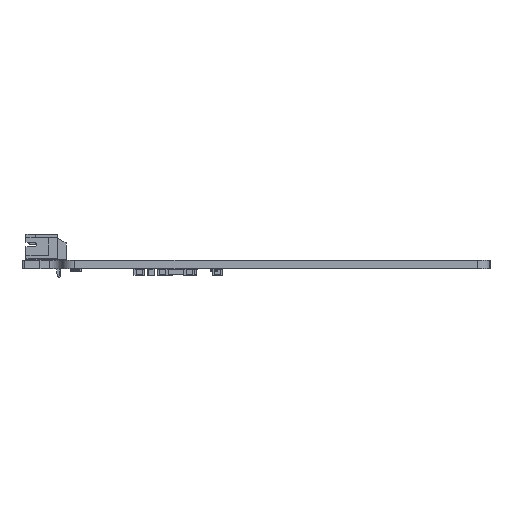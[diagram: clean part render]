
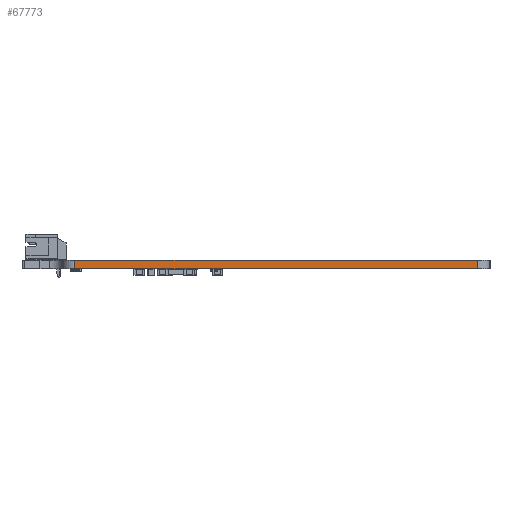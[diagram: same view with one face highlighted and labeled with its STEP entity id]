
A CAD part, left-side view. The second image highlights one B-rep face of the part: STEP entity #67773.
In plain terms, the highlighted planar face has unit normal (-1, 0, 0).
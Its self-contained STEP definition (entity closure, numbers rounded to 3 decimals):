
#40114 = PLANE('',#40115);
#40115 = AXIS2_PLACEMENT_3D('',#40116,#40117,#40118);
#40116 = CARTESIAN_POINT('',(188.394,-105.019,1.6));
#40117 = DIRECTION('',(0.,0.,1.));
#40118 = DIRECTION('',(1.,0.,0.));
#40168 = PLANE('',#40169);
#40169 = AXIS2_PLACEMENT_3D('',#40170,#40171,#40172);
#40170 = CARTESIAN_POINT('',(188.394,-105.019,0.));
#40171 = DIRECTION('',(0.,0.,1.));
#40172 = DIRECTION('',(1.,0.,0.));
#40850 = VERTEX_POINT('',#40851);
#40851 = CARTESIAN_POINT('',(61.913,-69.056,0.));
#40866 = CYLINDRICAL_SURFACE('',#40867,2.381);
#40867 = AXIS2_PLACEMENT_3D('',#40868,#40869,#40870);
#40868 = CARTESIAN_POINT('',(64.294,-69.056,0.));
#40869 = DIRECTION('',(0.,0.,-1.));
#40870 = DIRECTION('',(1.,0.,0.));
#40878 = EDGE_CURVE('',#40850,#40879,#40881,.T.);
#40879 = VERTEX_POINT('',#40880);
#40880 = CARTESIAN_POINT('',(61.913,-145.256,0.));
#40881 = SURFACE_CURVE('',#40882,(#40886,#40893),.PCURVE_S1.);
#40882 = LINE('',#40883,#40884);
#40883 = CARTESIAN_POINT('',(61.913,-69.056,0.));
#40884 = VECTOR('',#40885,1.);
#40885 = DIRECTION('',(0.,-1.,0.));
#40886 = PCURVE('',#40168,#40887);
#40887 = DEFINITIONAL_REPRESENTATION('',(#40888),#40892);
#40888 = LINE('',#40889,#40890);
#40889 = CARTESIAN_POINT('',(-126.481,35.963));
#40890 = VECTOR('',#40891,1.);
#40891 = DIRECTION('',(0.,-1.));
#40892 = ( GEOMETRIC_REPRESENTATION_CONTEXT(2) 
PARAMETRIC_REPRESENTATION_CONTEXT() REPRESENTATION_CONTEXT('2D SPACE',''
  ) );
#40893 = PCURVE('',#40894,#40899);
#40894 = PLANE('',#40895);
#40895 = AXIS2_PLACEMENT_3D('',#40896,#40897,#40898);
#40896 = CARTESIAN_POINT('',(61.913,-69.056,0.));
#40897 = DIRECTION('',(1.,0.,0.));
#40898 = DIRECTION('',(0.,-1.,0.));
#40899 = DEFINITIONAL_REPRESENTATION('',(#40900),#40904);
#40900 = LINE('',#40901,#40902);
#40901 = CARTESIAN_POINT('',(0.,0.));
#40902 = VECTOR('',#40903,1.);
#40903 = DIRECTION('',(1.,0.));
#40904 = ( GEOMETRIC_REPRESENTATION_CONTEXT(2) 
PARAMETRIC_REPRESENTATION_CONTEXT() REPRESENTATION_CONTEXT('2D SPACE',''
  ) );
#40923 = CYLINDRICAL_SURFACE('',#40924,2.381);
#40924 = AXIS2_PLACEMENT_3D('',#40925,#40926,#40927);
#40925 = CARTESIAN_POINT('',(64.294,-145.256,0.));
#40926 = DIRECTION('',(0.,0.,-1.));
#40927 = DIRECTION('',(1.,0.,0.));
#55136 = VERTEX_POINT('',#55137);
#55137 = CARTESIAN_POINT('',(61.913,-69.056,1.6));
#55159 = EDGE_CURVE('',#55136,#55160,#55162,.T.);
#55160 = VERTEX_POINT('',#55161);
#55161 = CARTESIAN_POINT('',(61.913,-145.256,1.6));
#55162 = SURFACE_CURVE('',#55163,(#55167,#55174),.PCURVE_S1.);
#55163 = LINE('',#55164,#55165);
#55164 = CARTESIAN_POINT('',(61.913,-69.056,1.6));
#55165 = VECTOR('',#55166,1.);
#55166 = DIRECTION('',(0.,-1.,0.));
#55167 = PCURVE('',#40114,#55168);
#55168 = DEFINITIONAL_REPRESENTATION('',(#55169),#55173);
#55169 = LINE('',#55170,#55171);
#55170 = CARTESIAN_POINT('',(-126.481,35.963));
#55171 = VECTOR('',#55172,1.);
#55172 = DIRECTION('',(0.,-1.));
#55173 = ( GEOMETRIC_REPRESENTATION_CONTEXT(2) 
PARAMETRIC_REPRESENTATION_CONTEXT() REPRESENTATION_CONTEXT('2D SPACE',''
  ) );
#55174 = PCURVE('',#40894,#55175);
#55175 = DEFINITIONAL_REPRESENTATION('',(#55176),#55180);
#55176 = LINE('',#55177,#55178);
#55177 = CARTESIAN_POINT('',(0.,-1.6));
#55178 = VECTOR('',#55179,1.);
#55179 = DIRECTION('',(1.,0.));
#55180 = ( GEOMETRIC_REPRESENTATION_CONTEXT(2) 
PARAMETRIC_REPRESENTATION_CONTEXT() REPRESENTATION_CONTEXT('2D SPACE',''
  ) );
#67723 = EDGE_CURVE('',#40879,#55160,#67724,.T.);
#67724 = SURFACE_CURVE('',#67725,(#67729,#67736),.PCURVE_S1.);
#67725 = LINE('',#67726,#67727);
#67726 = CARTESIAN_POINT('',(61.913,-145.256,0.));
#67727 = VECTOR('',#67728,1.);
#67728 = DIRECTION('',(0.,0.,1.));
#67729 = PCURVE('',#40923,#67730);
#67730 = DEFINITIONAL_REPRESENTATION('',(#67731),#67735);
#67731 = LINE('',#67732,#67733);
#67732 = CARTESIAN_POINT('',(-3.142,0.));
#67733 = VECTOR('',#67734,1.);
#67734 = DIRECTION('',(0.,-1.));
#67735 = ( GEOMETRIC_REPRESENTATION_CONTEXT(2) 
PARAMETRIC_REPRESENTATION_CONTEXT() REPRESENTATION_CONTEXT('2D SPACE',''
  ) );
#67736 = PCURVE('',#40894,#67737);
#67737 = DEFINITIONAL_REPRESENTATION('',(#67738),#67742);
#67738 = LINE('',#67739,#67740);
#67739 = CARTESIAN_POINT('',(76.2,0.));
#67740 = VECTOR('',#67741,1.);
#67741 = DIRECTION('',(0.,-1.));
#67742 = ( GEOMETRIC_REPRESENTATION_CONTEXT(2) 
PARAMETRIC_REPRESENTATION_CONTEXT() REPRESENTATION_CONTEXT('2D SPACE',''
  ) );
#67752 = EDGE_CURVE('',#40850,#55136,#67753,.T.);
#67753 = SURFACE_CURVE('',#67754,(#67758,#67765),.PCURVE_S1.);
#67754 = LINE('',#67755,#67756);
#67755 = CARTESIAN_POINT('',(61.913,-69.056,0.));
#67756 = VECTOR('',#67757,1.);
#67757 = DIRECTION('',(0.,0.,1.));
#67758 = PCURVE('',#40866,#67759);
#67759 = DEFINITIONAL_REPRESENTATION('',(#67760),#67764);
#67760 = LINE('',#67761,#67762);
#67761 = CARTESIAN_POINT('',(-3.142,0.));
#67762 = VECTOR('',#67763,1.);
#67763 = DIRECTION('',(0.,-1.));
#67764 = ( GEOMETRIC_REPRESENTATION_CONTEXT(2) 
PARAMETRIC_REPRESENTATION_CONTEXT() REPRESENTATION_CONTEXT('2D SPACE',''
  ) );
#67765 = PCURVE('',#40894,#67766);
#67766 = DEFINITIONAL_REPRESENTATION('',(#67767),#67771);
#67767 = LINE('',#67768,#67769);
#67768 = CARTESIAN_POINT('',(0.,0.));
#67769 = VECTOR('',#67770,1.);
#67770 = DIRECTION('',(0.,-1.));
#67771 = ( GEOMETRIC_REPRESENTATION_CONTEXT(2) 
PARAMETRIC_REPRESENTATION_CONTEXT() REPRESENTATION_CONTEXT('2D SPACE',''
  ) );
#67773 = ADVANCED_FACE('',(#67774),#40894,.F.);
#67774 = FACE_BOUND('',#67775,.F.);
#67775 = EDGE_LOOP('',(#67776,#67777,#67778,#67779));
#67776 = ORIENTED_EDGE('',*,*,#67752,.T.);
#67777 = ORIENTED_EDGE('',*,*,#55159,.T.);
#67778 = ORIENTED_EDGE('',*,*,#67723,.F.);
#67779 = ORIENTED_EDGE('',*,*,#40878,.F.);
